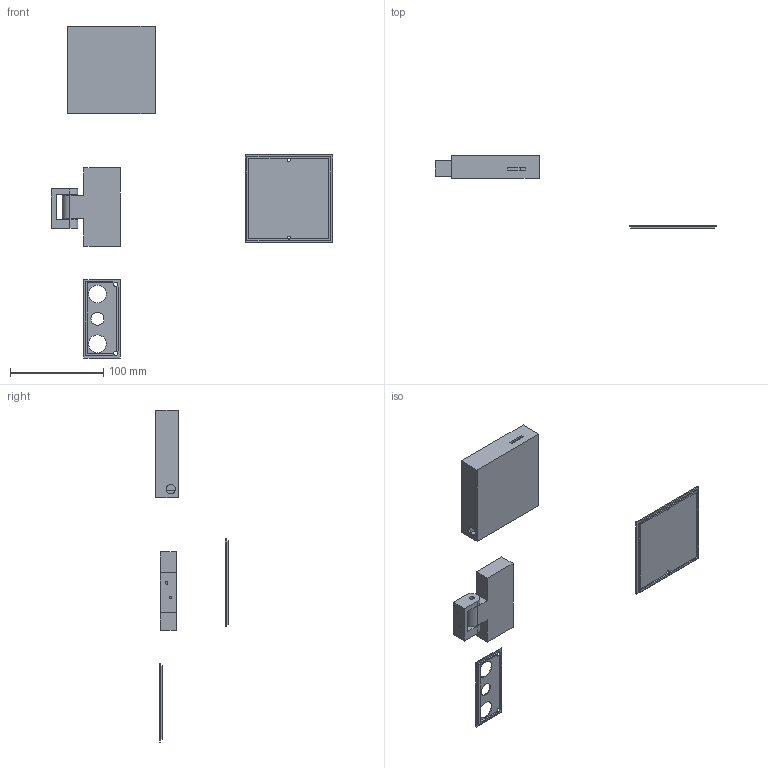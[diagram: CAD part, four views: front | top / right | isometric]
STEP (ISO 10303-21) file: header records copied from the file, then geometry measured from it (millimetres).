
FILE_DESCRIPTION(/* description */ (''),/* implementation_level */ '2;1');
FILE_NAME(/* name */ 'main-module-and-rpi-cam.step',/* time_stamp */ '2022-02-13T11:49:03+01:00',/* author */ (''),/* organization */ (''),/* preprocessor_version */ 'ST-DEVELOPER v18.1',/* originating_system */ 'Autodesk Translation Framework v10.13.0.1454',/* authorisation */ '');
FILE_SCHEMA (('AUTOMOTIVE_DESIGN { 1 0 10303 214 3 1 1 }'));
Length unit declared in the file: millimetre
Products named in the file (2): (Unsaved); main-module-and-rpi-cam
Assembly tree (1 placements, depth 2):
  (Unsaved)
    main-module-and-rpi-cam
Bounding box: 301.91 x 77.64 x 356.31 mm (x, y, z)
Volume: 87701.7 mm3; surface area: 84690.8 mm2
Topology: 6 solids, 6 shells, 195 faces, 470 edges, 313 vertices
Faces by surface type: plane 147, cylinder 38, cone 10
Full cylindrical faces by diameter (mm): 2.6 x14, 3 x2, 5 x3, 8 x10, 10 x1, 14 x1, 19 x2
Entity records: 5771 total; most frequent: CARTESIAN_POINT 991, DIRECTION 960, ORIENTED_EDGE 940, EDGE_CURVE 470, LINE 366, VECTOR 366, VERTEX_POINT 313, AXIS2_PLACEMENT_3D 297
